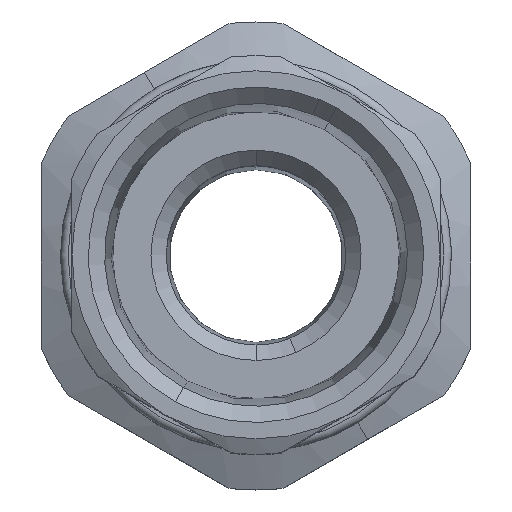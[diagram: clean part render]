
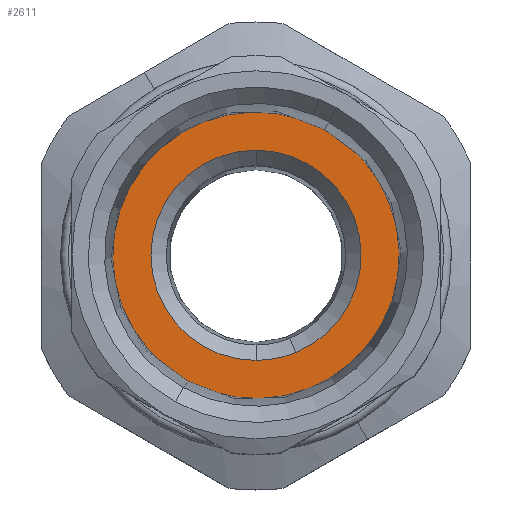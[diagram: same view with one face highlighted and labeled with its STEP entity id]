
A CAD part, top view. The second image highlights one B-rep face of the part: STEP entity #2611.
In plain terms, the highlighted planar face has unit normal (0, 0, 1).
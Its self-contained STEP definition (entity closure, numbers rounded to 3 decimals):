
#2469=AXIS2_PLACEMENT_3D('Circle Axis2P3D',#2467,#2468,$) ;
#2494=AXIS2_PLACEMENT_3D('Circle Axis2P3D',#2492,#2493,$) ;
#2579=AXIS2_PLACEMENT_3D('Plane Axis2P3D',#2576,#2577,#2578) ;
#2587=AXIS2_PLACEMENT_3D('Circle Axis2P3D',#2585,#2586,$) ;
#2596=AXIS2_PLACEMENT_3D('Circle Axis2P3D',#2594,#2595,$) ;
#2603=AXIS2_PLACEMENT_3D('Circle Axis2P3D',#2601,#2602,$) ;
#2464=CARTESIAN_POINT('Vertex',(9.522,7.053,50.25)) ;
#2467=CARTESIAN_POINT('Axis2P3D Location',(14.,15.25,50.25)) ;
#2471=CARTESIAN_POINT('Vertex',(18.478,23.447,50.25)) ;
#2492=CARTESIAN_POINT('Axis2P3D Location',(14.,15.25,50.25)) ;
#2576=CARTESIAN_POINT('Axis2P3D Location',(14.,15.25,50.25)) ;
#2585=CARTESIAN_POINT('Axis2P3D Location',(14.,15.25,50.25)) ;
#2589=CARTESIAN_POINT('Vertex',(14.,22.1,50.25)) ;
#2591=CARTESIAN_POINT('Vertex',(16.587,8.907,50.25)) ;
#2594=CARTESIAN_POINT('Axis2P3D Location',(14.,15.25,50.25)) ;
#2598=CARTESIAN_POINT('Vertex',(14.,8.4,50.25)) ;
#2601=CARTESIAN_POINT('Axis2P3D Location',(14.,15.25,50.25)) ;
#2468=DIRECTION('Axis2P3D Direction',(0.,0.,1.)) ;
#2493=DIRECTION('Axis2P3D Direction',(0.,0.,1.)) ;
#2577=DIRECTION('Axis2P3D Direction',(0.,0.,-1.)) ;
#2578=DIRECTION('Axis2P3D XDirection',(0.,1.,0.)) ;
#2586=DIRECTION('Axis2P3D Direction',(0.,0.,-1.)) ;
#2595=DIRECTION('Axis2P3D Direction',(0.,0.,-1.)) ;
#2602=DIRECTION('Axis2P3D Direction',(0.,0.,-1.)) ;
#2582=ORIENTED_EDGE('',*,*,#2473,.F.) ;
#2583=ORIENTED_EDGE('',*,*,#2496,.F.) ;
#2607=ORIENTED_EDGE('',*,*,#2593,.T.) ;
#2608=ORIENTED_EDGE('',*,*,#2600,.T.) ;
#2609=ORIENTED_EDGE('',*,*,#2605,.T.) ;
#2610=FACE_BOUND('',#2606,.T.) ;
#2611=ADVANCED_FACE('Body',(#2584,#2610),#2580,.F.) ;
#2470=CIRCLE('generated circle',#2469,9.341) ;
#2495=CIRCLE('generated circle',#2494,9.341) ;
#2588=CIRCLE('generated circle',#2587,6.85) ;
#2597=CIRCLE('generated circle',#2596,6.85) ;
#2604=CIRCLE('generated circle',#2603,6.85) ;
#2473=EDGE_CURVE('',#2465,#2472,#2470,.F.) ;
#2496=EDGE_CURVE('',#2472,#2465,#2495,.F.) ;
#2593=EDGE_CURVE('',#2590,#2592,#2588,.T.) ;
#2600=EDGE_CURVE('',#2592,#2599,#2597,.T.) ;
#2605=EDGE_CURVE('',#2599,#2590,#2604,.T.) ;
#2581=EDGE_LOOP('',(#2582,#2583)) ;
#2606=EDGE_LOOP('',(#2607,#2608,#2609)) ;
#2584=FACE_OUTER_BOUND('',#2581,.T.) ;
#2580=PLANE('',#2579) ;
#2465=VERTEX_POINT('',#2464) ;
#2472=VERTEX_POINT('',#2471) ;
#2590=VERTEX_POINT('',#2589) ;
#2592=VERTEX_POINT('',#2591) ;
#2599=VERTEX_POINT('',#2598) ;
